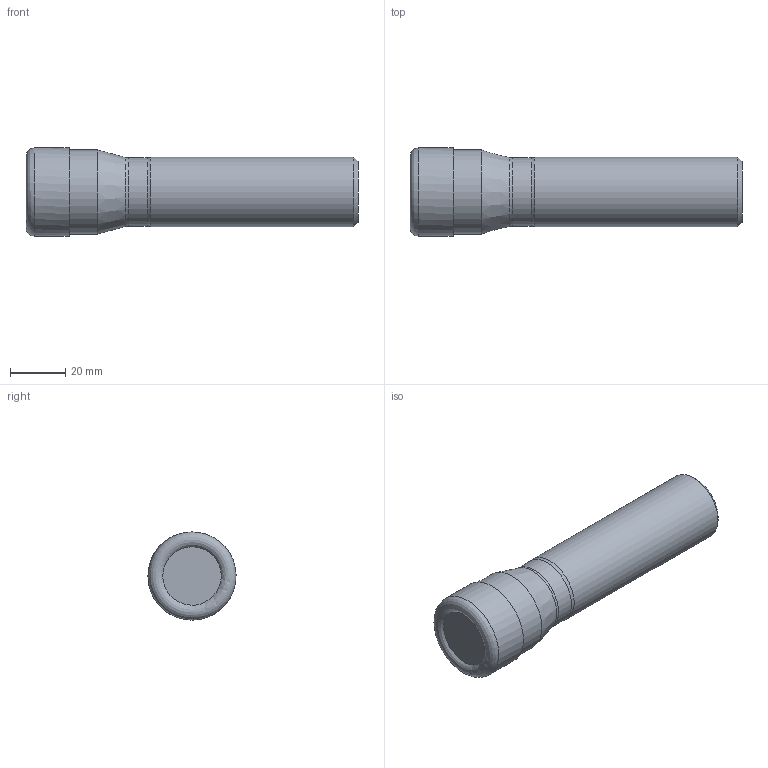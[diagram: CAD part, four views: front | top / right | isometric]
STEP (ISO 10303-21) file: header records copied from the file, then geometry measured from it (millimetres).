
FILE_DESCRIPTION(/* description */ (''),/* implementation_level */ '2;1');
FILE_NAME(/* name */ '32A2R045A25-SVC22C-SIM.stp',/* time_stamp */ '2020-02-06T12:59:24+01:00',/* author */ (''),/* organization */ (''),/* preprocessor_version */ 'ST-DEVELOPER v16.7',/* originating_system */ 'SIEMENS PLM Software NX 12.0',/* authorisation */ '');
FILE_SCHEMA (('AUTOMOTIVE_DESIGN { 1 0 10303 214 3 1 1 1 }'));
Length unit declared in the file: millimetre
Products named in the file (1): hm1528D44D159skp
Bounding box: 119.99 x 31.87 x 31.88 mm (x, y, z)
Volume: 72055.9 mm3; surface area: 15770.6 mm2
Topology: 2 solids, 2 shells, 22 faces, 49 edges, 31 vertices
Faces by surface type: cone 7, cylinder 5, plane 4, torus 3, revolution 2, bspline 1
Full cylindrical faces by diameter (mm): 1.6 x1, 6 x1, 24.6 x1, 25 x1, 30.4 x1
Entity records: 501 total; most frequent: CARTESIAN_POINT 94, DIRECTION 85, AXIS2_PLACEMENT_3D 41, FACE_BOUND 40, EDGE_LOOP 40, ORIENTED_EDGE 40, ADVANCED_FACE 22, VERTEX_POINT 22
